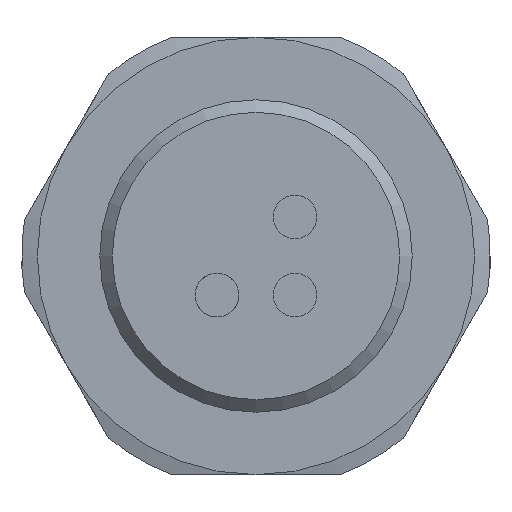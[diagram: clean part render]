
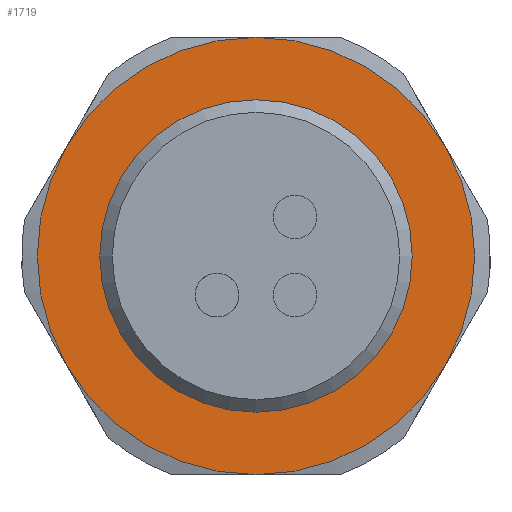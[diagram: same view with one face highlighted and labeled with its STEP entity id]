
A CAD part, left-side view. The second image highlights one B-rep face of the part: STEP entity #1719.
In plain terms, the highlighted planar face has unit normal (-1, 0, 0).
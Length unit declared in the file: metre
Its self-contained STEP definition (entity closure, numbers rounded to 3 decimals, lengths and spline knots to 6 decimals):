
#224=PLANE('',#1881);
#422=ORIENTED_EDGE('',*,*,#817,.T.);
#423=ORIENTED_EDGE('',*,*,#837,.T.);
#424=ORIENTED_EDGE('',*,*,#833,.T.);
#425=ORIENTED_EDGE('',*,*,#829,.T.);
#426=ORIENTED_EDGE('',*,*,#825,.T.);
#427=ORIENTED_EDGE('',*,*,#821,.T.);
#428=ORIENTED_EDGE('',*,*,#784,.T.);
#784=EDGE_CURVE('',#1027,#1027,#1195,.T.);
#817=EDGE_CURVE('',#1055,#1053,#1215,.T.);
#821=EDGE_CURVE('',#1058,#1055,#1217,.T.);
#825=EDGE_CURVE('',#1061,#1058,#1219,.T.);
#829=EDGE_CURVE('',#1064,#1061,#1221,.T.);
#833=EDGE_CURVE('',#1067,#1064,#1223,.T.);
#837=EDGE_CURVE('',#1053,#1067,#1225,.T.);
#1027=VERTEX_POINT('',#2641);
#1053=VERTEX_POINT('',#2779);
#1055=VERTEX_POINT('',#2782);
#1058=VERTEX_POINT('',#2800);
#1061=VERTEX_POINT('',#2818);
#1064=VERTEX_POINT('',#2836);
#1067=VERTEX_POINT('',#2854);
#1195=CIRCLE('',#1817,0.0025);
#1215=CIRCLE('',#1852,0.0035);
#1217=CIRCLE('',#1855,0.0035);
#1219=CIRCLE('',#1858,0.0035);
#1221=CIRCLE('',#1861,0.0035);
#1223=CIRCLE('',#1864,0.0035);
#1225=CIRCLE('',#1867,0.0035);
#1354=EDGE_LOOP('',(#422,#423,#424,#425,#426,#427));
#1355=EDGE_LOOP('',(#428));
#1522=FACE_BOUND('',#1354,.T.);
#1523=FACE_BOUND('',#1355,.T.);
#1719=ADVANCED_FACE('',(#1522,#1523),#224,.T.);
#1817=AXIS2_PLACEMENT_3D('',#2640,#2074,#2075);
#1852=AXIS2_PLACEMENT_3D('',#2781,#2144,#2145);
#1855=AXIS2_PLACEMENT_3D('',#2799,#2150,#2151);
#1858=AXIS2_PLACEMENT_3D('',#2817,#2156,#2157);
#1861=AXIS2_PLACEMENT_3D('',#2835,#2162,#2163);
#1864=AXIS2_PLACEMENT_3D('',#2853,#2168,#2169);
#1867=AXIS2_PLACEMENT_3D('',#2871,#2174,#2175);
#1881=AXIS2_PLACEMENT_3D('',#2904,#2214,#2215);
#2074=DIRECTION('',(1.,0.,0.));
#2075=DIRECTION('',(0.,0.,1.));
#2144=DIRECTION('',(-1.,0.,0.));
#2145=DIRECTION('',(0.,0.,1.));
#2150=DIRECTION('',(-1.,0.,0.));
#2151=DIRECTION('',(0.,0.,1.));
#2156=DIRECTION('',(-1.,0.,0.));
#2157=DIRECTION('',(0.,0.,1.));
#2162=DIRECTION('',(-1.,0.,0.));
#2163=DIRECTION('',(0.,0.,1.));
#2168=DIRECTION('',(-1.,0.,0.));
#2169=DIRECTION('',(0.,0.,1.));
#2174=DIRECTION('',(-1.,0.,0.));
#2175=DIRECTION('',(0.,0.,1.));
#2214=DIRECTION('',(-1.,0.,0.));
#2215=DIRECTION('',(0.,0.,1.));
#2640=CARTESIAN_POINT('',(0.0005,0.,0.));
#2641=CARTESIAN_POINT('',(0.0005,0.,0.0025));
#2779=CARTESIAN_POINT('',(0.0005,0.003031,0.00175));
#2781=CARTESIAN_POINT('',(0.0005,0.,0.));
#2782=CARTESIAN_POINT('',(0.0005,0.,0.0035));
#2799=CARTESIAN_POINT('',(0.0005,0.,0.));
#2800=CARTESIAN_POINT('',(0.0005,-0.003031,0.00175));
#2817=CARTESIAN_POINT('',(0.0005,0.,0.));
#2818=CARTESIAN_POINT('',(0.0005,-0.003031,-0.00175));
#2835=CARTESIAN_POINT('',(0.0005,0.,0.));
#2836=CARTESIAN_POINT('',(0.0005,0.,-0.0035));
#2853=CARTESIAN_POINT('',(0.0005,0.,0.));
#2854=CARTESIAN_POINT('',(0.0005,0.003031,-0.00175));
#2871=CARTESIAN_POINT('',(0.0005,0.,0.));
#2904=CARTESIAN_POINT('',(0.0005,0.,0.));
